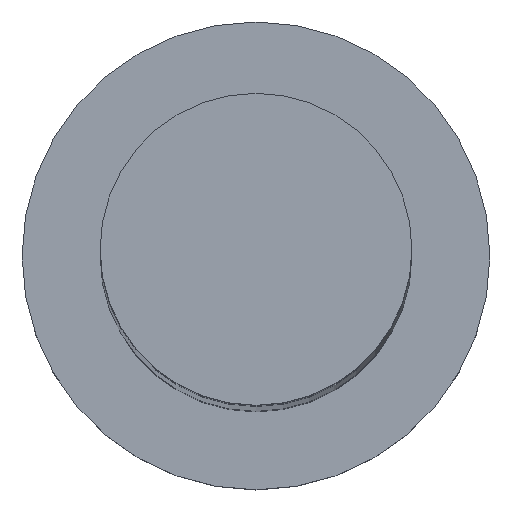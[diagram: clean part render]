
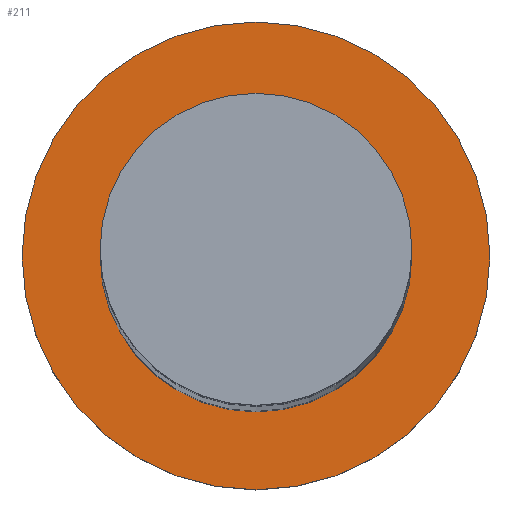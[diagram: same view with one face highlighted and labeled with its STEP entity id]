
A CAD part, top view. The second image highlights one B-rep face of the part: STEP entity #211.
In plain terms, the highlighted planar face has unit normal (0, 0, 1).
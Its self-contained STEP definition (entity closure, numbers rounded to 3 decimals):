
#17=FACE_BOUND('',#62,.T.);
#25=PLANE('',#261);
#42=FACE_OUTER_BOUND('',#61,.T.);
#61=EDGE_LOOP('',(#181));
#62=EDGE_LOOP('',(#182));
#96=CIRCLE('',#247,3.);
#99=CIRCLE('',#251,4.5);
#112=VERTEX_POINT('',#369);
#115=VERTEX_POINT('',#377);
#132=EDGE_CURVE('',#112,#112,#96,.T.);
#137=EDGE_CURVE('',#115,#115,#99,.T.);
#181=ORIENTED_EDGE('',*,*,#137,.T.);
#182=ORIENTED_EDGE('',*,*,#132,.F.);
#211=ADVANCED_FACE('',(#42,#17),#25,.T.);
#247=AXIS2_PLACEMENT_3D('',#370,#299,#300);
#251=AXIS2_PLACEMENT_3D('',#379,#309,#310);
#261=AXIS2_PLACEMENT_3D('',#395,#331,#332);
#299=DIRECTION('center_axis',(0.,0.,1.));
#300=DIRECTION('ref_axis',(1.,0.,0.));
#309=DIRECTION('center_axis',(0.,0.,1.));
#310=DIRECTION('ref_axis',(1.,0.,0.));
#331=DIRECTION('center_axis',(0.,0.,1.));
#332=DIRECTION('ref_axis',(1.,0.,0.));
#369=CARTESIAN_POINT('',(-72.333,25.272,24.083));
#370=CARTESIAN_POINT('Origin',(-75.333,25.272,24.083));
#377=CARTESIAN_POINT('',(-70.833,25.272,24.083));
#379=CARTESIAN_POINT('Origin',(-75.333,25.272,24.083));
#395=CARTESIAN_POINT('Origin',(-75.333,25.272,24.083));
